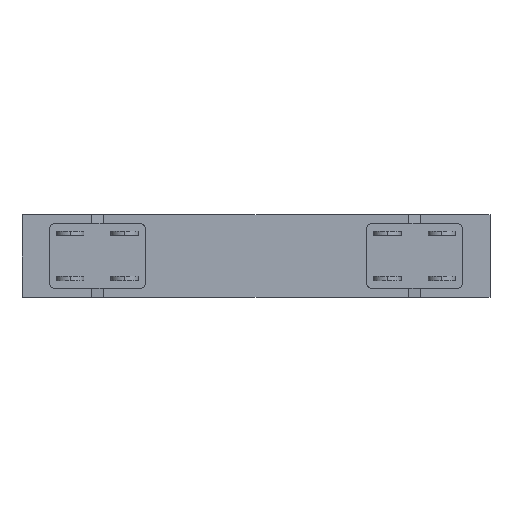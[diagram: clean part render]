
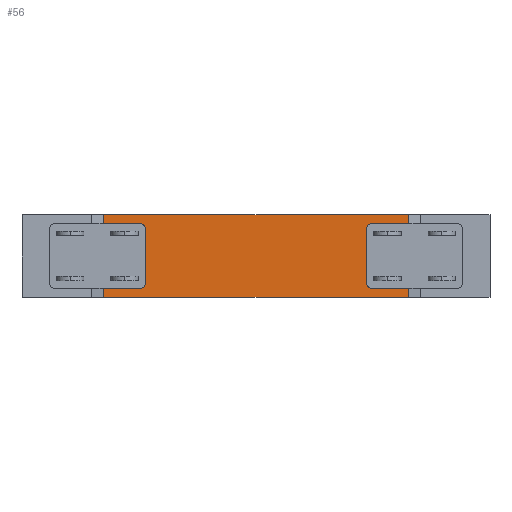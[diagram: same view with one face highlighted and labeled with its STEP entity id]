
A CAD part, top view. The second image highlights one B-rep face of the part: STEP entity #56.
In plain terms, the highlighted planar face has unit normal (0, 0, 1).
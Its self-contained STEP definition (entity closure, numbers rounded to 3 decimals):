
#56 = ADVANCED_FACE ( 'NONE', ( #5129 ), #4252, .T. ) ;
#101 = EDGE_LOOP ( 'NONE', ( #404, #1537, #2098, #3072 ) ) ;
#141 = CARTESIAN_POINT ( 'NONE',  ( -12800., -1369.2, -960. ) ) ;
#148 = EDGE_CURVE ( 'NONE', #1443, #3853, #312, .T. ) ;
#293 = DIRECTION ( 'NONE',  ( 0., 0., 1. ) ) ;
#312 = B_SPLINE_CURVE_WITH_KNOTS ( 'NONE', 3,
 ( #3396, #4161, #2947, #504 ),
 .UNSPECIFIED., .F., .F.,
 ( 4, 4 ),
 ( 0., 1. ),
 .UNSPECIFIED. ) ;
#381 = VERTEX_POINT ( 'NONE', #3909 ) ;
#404 = ORIENTED_EDGE ( 'NONE', *, *, #148, .T. ) ;
#442 = CARTESIAN_POINT ( 'NONE',  ( -2700., -1369.2, -960. ) ) ;
#504 = CARTESIAN_POINT ( 'NONE',  ( -2700., 1369.2, -960. ) ) ;
#698 = CARTESIAN_POINT ( 'NONE',  ( -12800., -1369.2, -960. ) ) ;
#752 = CARTESIAN_POINT ( 'NONE',  ( -12800., -456.4, -960. ) ) ;
#832 = CARTESIAN_POINT ( 'NONE',  ( -9433.333, -1369.2, -960. ) ) ;
#1002 = CARTESIAN_POINT ( 'NONE',  ( -2700., 1369.2, -960. ) ) ;
#1018 = CARTESIAN_POINT ( 'NONE',  ( -6066.667, 1369.2, -960. ) ) ;
#1077 = CARTESIAN_POINT ( 'NONE',  ( -12800., 456.4, -960. ) ) ;
#1247 = AXIS2_PLACEMENT_3D ( 'NONE', #3901, #293, #2318 ) ;
#1443 = VERTEX_POINT ( 'NONE', #2889 ) ;
#1537 = ORIENTED_EDGE ( 'NONE', *, *, #2796, .T. ) ;
#1900 = B_SPLINE_CURVE_WITH_KNOTS ( 'NONE', 3,
 ( #3918, #1077, #752, #698 ),
 .UNSPECIFIED., .F., .F.,
 ( 4, 4 ),
 ( 0., 1. ),
 .UNSPECIFIED. ) ;
#2098 = ORIENTED_EDGE ( 'NONE', *, *, #3087, .T. ) ;
#2275 = CARTESIAN_POINT ( 'NONE',  ( -2700., 1369.2, -960. ) ) ;
#2318 = DIRECTION ( 'NONE',  ( 1., 0., 0. ) ) ;
#2476 = B_SPLINE_CURVE_WITH_KNOTS ( 'NONE', 3,
 ( #141, #832, #4459, #442 ),
 .UNSPECIFIED., .F., .F.,
 ( 4, 4 ),
 ( 0., 1. ),
 .UNSPECIFIED. ) ;
#2658 = EDGE_CURVE ( 'NONE', #381, #1443, #2476, .T. ) ;
#2796 = EDGE_CURVE ( 'NONE', #3853, #3675, #3048, .T. ) ;
#2889 = CARTESIAN_POINT ( 'NONE',  ( -2700., -1369.2, -960. ) ) ;
#2947 = CARTESIAN_POINT ( 'NONE',  ( -2700., 456.4, -960. ) ) ;
#3048 = B_SPLINE_CURVE_WITH_KNOTS ( 'NONE', 3,
 ( #2275, #1018, #3078, #4294 ),
 .UNSPECIFIED., .F., .F.,
 ( 4, 4 ),
 ( 0., 1. ),
 .UNSPECIFIED. ) ;
#3072 = ORIENTED_EDGE ( 'NONE', *, *, #2658, .T. ) ;
#3078 = CARTESIAN_POINT ( 'NONE',  ( -9433.333, 1369.2, -960. ) ) ;
#3087 = EDGE_CURVE ( 'NONE', #3675, #381, #1900, .T. ) ;
#3396 = CARTESIAN_POINT ( 'NONE',  ( -2700., -1369.2, -960. ) ) ;
#3675 = VERTEX_POINT ( 'NONE', #3963 ) ;
#3853 = VERTEX_POINT ( 'NONE', #1002 ) ;
#3901 = CARTESIAN_POINT ( 'NONE',  ( 0., 0., -960. ) ) ;
#3909 = CARTESIAN_POINT ( 'NONE',  ( -12800., -1369.2, -960. ) ) ;
#3918 = CARTESIAN_POINT ( 'NONE',  ( -12800., 1369.2, -960. ) ) ;
#3963 = CARTESIAN_POINT ( 'NONE',  ( -12800., 1369.2, -960. ) ) ;
#4161 = CARTESIAN_POINT ( 'NONE',  ( -2700., -456.4, -960. ) ) ;
#4252 = PLANE ( 'NONE',  #1247 ) ;
#4294 = CARTESIAN_POINT ( 'NONE',  ( -12800., 1369.2, -960. ) ) ;
#4459 = CARTESIAN_POINT ( 'NONE',  ( -6066.667, -1369.2, -960. ) ) ;
#5129 = FACE_OUTER_BOUND ( 'NONE', #101, .T. ) ;
